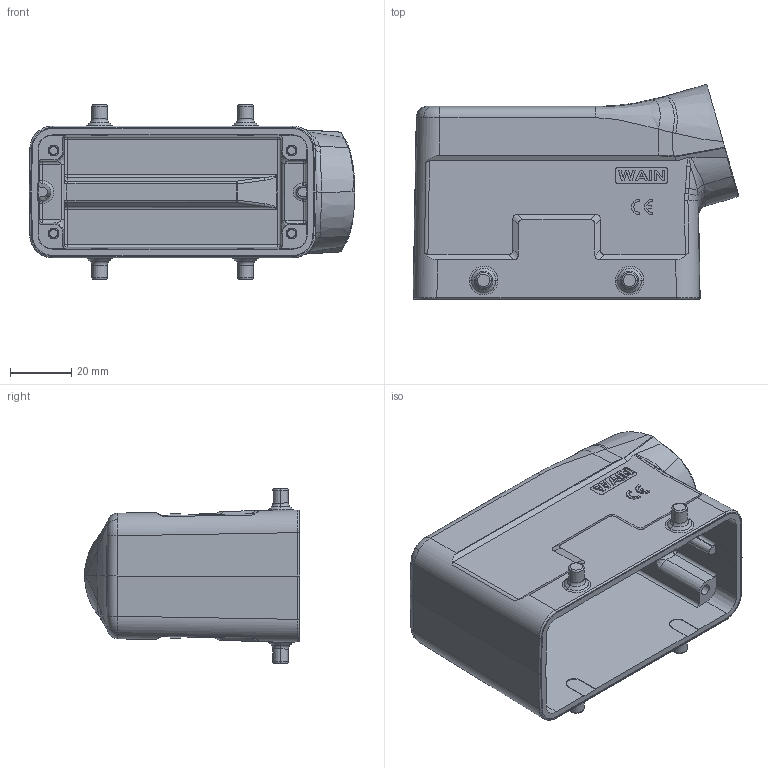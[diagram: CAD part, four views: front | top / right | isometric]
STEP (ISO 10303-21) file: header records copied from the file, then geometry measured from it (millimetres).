
FILE_DESCRIPTION(/* description */ (''),/* implementation_level */ '2;1');
FILE_NAME(/* name */ '3D_1121165301001_W16B-MSE-4B-M25_V1.1.stp',/* time_stamp */ '2023-11-30T17:20:41+08:00',/* author */ (''),/* organization */ (''),/* preprocessor_version */ 'ST-DEVELOPER v18.1',/* originating_system */ 'SIEMENS PLM Software NX 1980',/* authorisation */ '');
FILE_SCHEMA (('AP203_CONFIGURATION_CONTROLLED_3D_DESIGN_OF_MECHANICAL_PARTS_AND_ASSEMBLIES_MIM_LF { 1 0 10303 403 2 1 2}'));
Length unit declared in the file: millimetre
Products named in the file (1): 3D_1121165301001_W16B-MSE-4B-M25_V1.0_stp
Bounding box: 106.1 x 70.09 x 57 mm (x, y, z)
Volume: 69419.9 mm3; surface area: 40125.9 mm2
Topology: 3 solids, 3 shells, 461 faces, 1127 edges, 699 vertices
Faces by surface type: plane 207, cylinder 120, torus 48, cone 38, bspline 28, sphere 18, revolution 2
Entity records: 16790 total; most frequent: CARTESIAN_POINT 6280, ORIENTED_EDGE 2254, DIRECTION 1845, EDGE_CURVE 1127, VERTEX_POINT 699, LINE 619, VECTOR 619, AXIS2_PLACEMENT_3D 612
